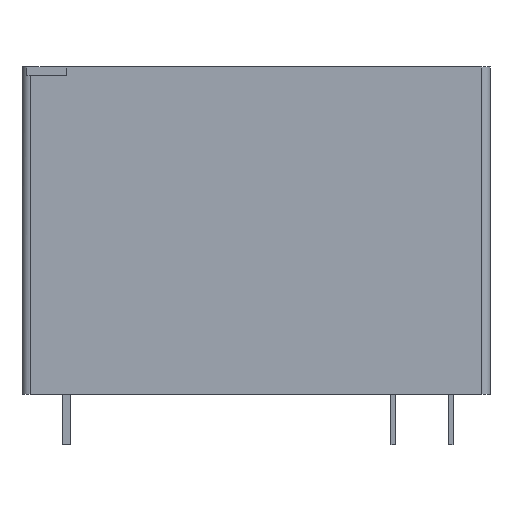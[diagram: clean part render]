
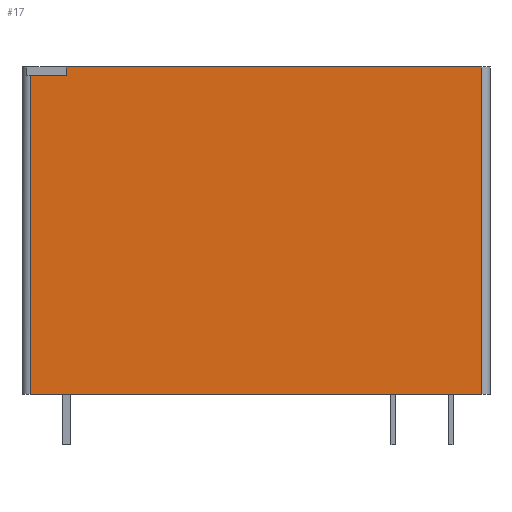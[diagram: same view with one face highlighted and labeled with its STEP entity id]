
A CAD part, front view. The second image highlights one B-rep face of the part: STEP entity #17.
In plain terms, the highlighted planar face has unit normal (0, -1, 0).
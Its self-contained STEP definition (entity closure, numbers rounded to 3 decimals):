
#13=DIRECTION('',(0.,0.,1.));
#17=ADVANCED_FACE('',(#18),#58,.F.);
#18=FACE_BOUND('',#19,.F.);
#19=EDGE_LOOP('',(#20,#30,#36,#42,#49,#55));
#20=ORIENTED_EDGE('',*,*,#21,.F.);
#21=EDGE_CURVE('',#22,#24,#26,.T.);
#22=VERTEX_POINT('',#23);
#23=CARTESIAN_POINT('',(-2.2,-2.6,0.));
#24=VERTEX_POINT('',#25);
#25=CARTESIAN_POINT('',(25.4,-2.6,0.));
#26=LINE('',#27,#28);
#27=CARTESIAN_POINT('',(-2.7,-2.6,0.));
#28=VECTOR('',#29,1.);
#29=DIRECTION('',(1.,0.,0.));
#30=ORIENTED_EDGE('',*,*,#31,.T.);
#31=EDGE_CURVE('',#22,#32,#34,.T.);
#32=VERTEX_POINT('',#33);
#33=CARTESIAN_POINT('',(-2.2,-2.6,19.5));
#34=LINE('',#23,#35);
#35=VECTOR('',#13,1.);
#36=ORIENTED_EDGE('',*,*,#37,.T.);
#37=EDGE_CURVE('',#32,#38,#40,.T.);
#38=VERTEX_POINT('',#39);
#39=CARTESIAN_POINT('',(0.,-2.6,19.5));
#40=LINE('',#41,#28);
#41=CARTESIAN_POINT('',(-2.4,-2.6,19.5));
#42=ORIENTED_EDGE('',*,*,#43,.F.);
#43=EDGE_CURVE('',#44,#38,#46,.T.);
#44=VERTEX_POINT('',#45);
#45=CARTESIAN_POINT('',(0.,-2.6,20.));
#46=LINE('',#45,#47);
#47=VECTOR('',#48,1.);
#48=DIRECTION('',(0.,0.,-1.));
#49=ORIENTED_EDGE('',*,*,#50,.T.);
#50=EDGE_CURVE('',#44,#51,#53,.T.);
#51=VERTEX_POINT('',#52);
#52=CARTESIAN_POINT('',(25.4,-2.6,20.));
#53=LINE('',#54,#28);
#54=CARTESIAN_POINT('',(-2.7,-2.6,20.));
#55=ORIENTED_EDGE('',*,*,#56,.F.);
#56=EDGE_CURVE('',#24,#51,#57,.T.);
#57=LINE('',#25,#35);
#58=PLANE('',#59);
#59=AXIS2_PLACEMENT_3D('',#27,#60,#29);
#60=DIRECTION('',(0.,1.,0.));
